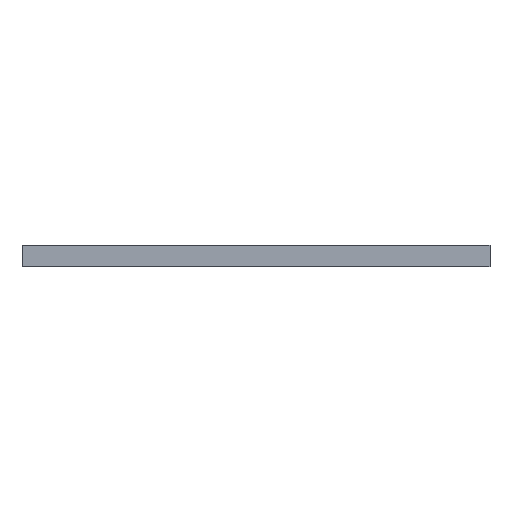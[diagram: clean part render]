
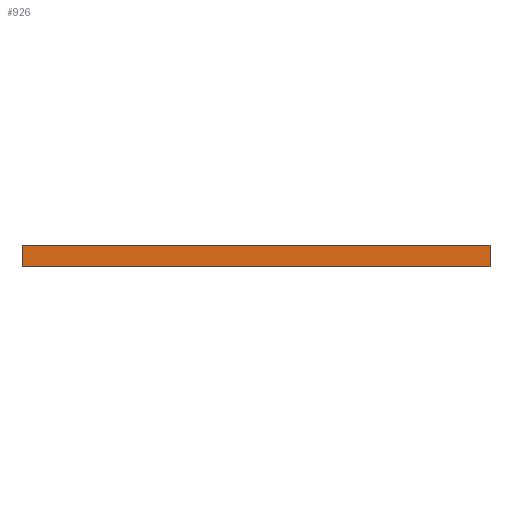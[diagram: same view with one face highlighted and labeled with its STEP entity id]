
A CAD part, front view. The second image highlights one B-rep face of the part: STEP entity #926.
In plain terms, the highlighted planar face has unit normal (0, -1, 0).
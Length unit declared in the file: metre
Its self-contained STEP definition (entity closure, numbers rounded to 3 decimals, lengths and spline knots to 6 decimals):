
#43=B_SPLINE_CURVE_WITH_KNOTS('',3,(#1391,#1392,#1393,#1394),
 .UNSPECIFIED.,.F.,.F.,(4,4),(0.,1.),
 .UNSPECIFIED.);
#57=B_SPLINE_CURVE_WITH_KNOTS('',3,(#1510,#1511,#1512,#1513),
 .UNSPECIFIED.,.F.,.F.,(4,4),(0.,1.),
 .UNSPECIFIED.);
#95=LINE('',#1612,#145);
#96=LINE('',#1614,#146);
#145=VECTOR('',#1188,1.);
#146=VECTOR('',#1191,1.);
#291=ORIENTED_EDGE('',*,*,#489,.T.);
#292=ORIENTED_EDGE('',*,*,#524,.F.);
#293=ORIENTED_EDGE('',*,*,#451,.F.);
#294=ORIENTED_EDGE('',*,*,#523,.T.);
#451=EDGE_CURVE('',#577,#578,#43,.T.);
#489=EDGE_CURVE('',#616,#615,#57,.T.);
#523=EDGE_CURVE('',#577,#616,#95,.T.);
#524=EDGE_CURVE('',#578,#615,#96,.T.);
#577=VERTEX_POINT('',#1390);
#578=VERTEX_POINT('',#1395);
#615=VERTEX_POINT('',#1509);
#616=VERTEX_POINT('',#1514);
#728=EDGE_LOOP('',(#291,#292,#293,#294));
#832=FACE_BOUND('',#728,.T.);
#896=PLANE('',#1026);
#926=ADVANCED_FACE('',(#832),#896,.F.);
#1026=AXIS2_PLACEMENT_3D('',#1613,#1189,#1190);
#1188=DIRECTION('',(0.,0.,1.));
#1189=DIRECTION('',(0.,1.,0.));
#1190=DIRECTION('',(0.,0.,1.));
#1191=DIRECTION('',(0.,0.,1.));
#1390=CARTESIAN_POINT('',(0.068383,-0.060055,-0.0076));
#1391=CARTESIAN_POINT('',(0.068383,-0.060055,-0.0076));
#1392=CARTESIAN_POINT('',(0.024049,-0.060055,-0.0076));
#1393=CARTESIAN_POINT('',(-0.020284,-0.060055,-0.0076));
#1394=CARTESIAN_POINT('',(-0.064617,-0.060055,-0.0076));
#1395=CARTESIAN_POINT('',(-0.064617,-0.060055,-0.0076));
#1509=CARTESIAN_POINT('',(-0.064617,-0.060055,-0.0016));
#1510=CARTESIAN_POINT('',(0.068383,-0.060055,-0.0016));
#1511=CARTESIAN_POINT('',(0.024049,-0.060055,-0.0016));
#1512=CARTESIAN_POINT('',(-0.020284,-0.060055,-0.0016));
#1513=CARTESIAN_POINT('',(-0.064617,-0.060055,-0.0016));
#1514=CARTESIAN_POINT('',(0.068383,-0.060055,-0.0016));
#1612=CARTESIAN_POINT('',(0.068383,-0.060055,-0.0076));
#1613=CARTESIAN_POINT('',(0.001883,-0.060055,-0.0076));
#1614=CARTESIAN_POINT('',(-0.064617,-0.060055,-0.0076));
